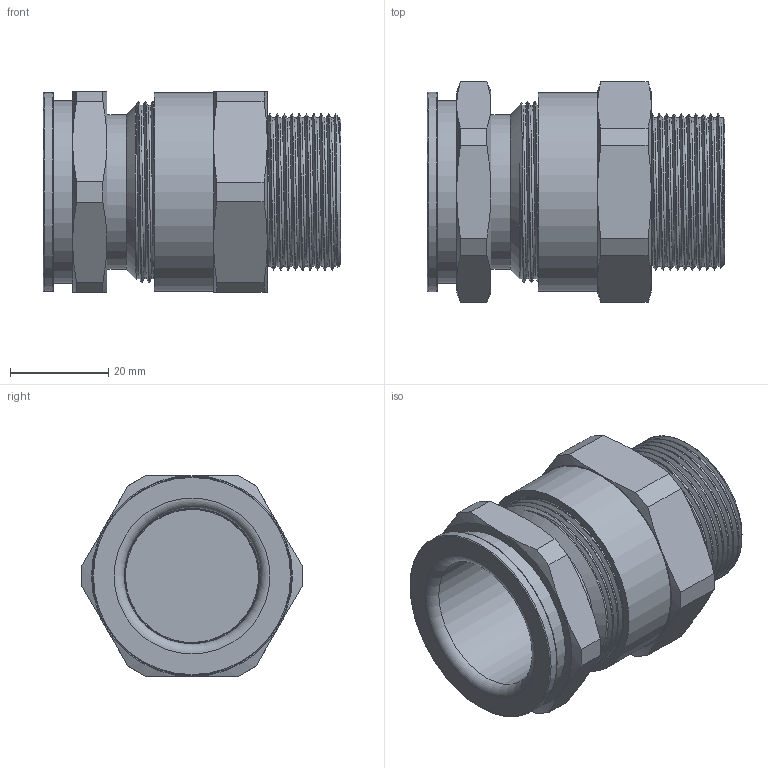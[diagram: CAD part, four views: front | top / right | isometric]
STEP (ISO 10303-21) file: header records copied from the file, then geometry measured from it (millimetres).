
FILE_DESCRIPTION(/* description */ ('ADE-1F2 M 32x1,5'),/* implementation_level */ '2;1');
FILE_NAME(/* name */ '00806804V1-RST.stp',/* time_stamp */ '2020-03-03T14:04:31+01:00',/* author */ ('sl'),/* organization */ (''),/* preprocessor_version */ 'ST-DEVELOPER v16.5',/* originating_system */ 'Autodesk Inventor 2017',/* authorisation */ '');
FILE_SCHEMA (('AUTOMOTIVE_DESIGN { 1 0 10303 214 3 1 1 }'));
Length unit declared in the file: millimetre
Products named in the file (5): 00806804V1; 00806804V1_1; 00806804V1_2; 00806804V1_3; 00806804V1_4
Assembly tree (4 placements, depth 2):
  00806804V1
    00806804V1_1
    00806804V1_2
    00806804V1_3
    00806804V1_4
Bounding box: 60.74 x 45.02 x 41 mm (x, y, z)
Volume: 30652.4 mm3; surface area: 25869 mm2
Topology: 4 solids, 4 shells, 121 faces, 267 edges, 166 vertices
Faces by surface type: plane 45, cone 32, cylinder 30, torus 8, bspline 6
Full cylindrical faces by diameter (mm): 27.13 x1, 27.55 x1, 27.6 x1, 27.8 x1, 29.7 x1, 29.95 x1, 31.6 x1, 33.35 x1, 35.02 x1, 35.46 x2, 35.55 x10, 37.3 x1, 40.62 x1, 40.64 x1
Entity records: 7564 total; most frequent: CARTESIAN_POINT 5374, DIRECTION 414, ORIENTED_EDGE 402, EDGE_CURVE 201, AXIS2_PLACEMENT_3D 195, EDGE_LOOP 160, VERTEX_POINT 141, FACE_OUTER_BOUND 111
